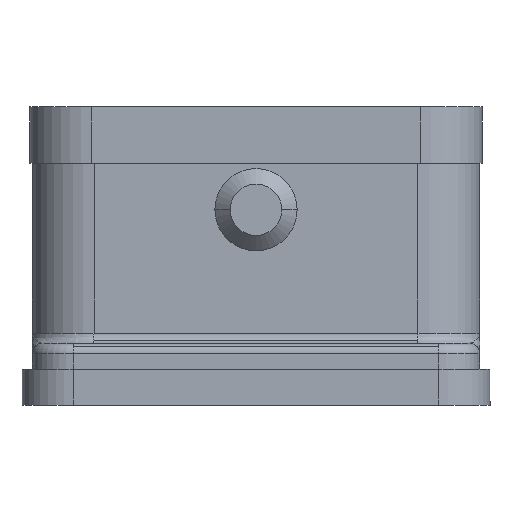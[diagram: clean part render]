
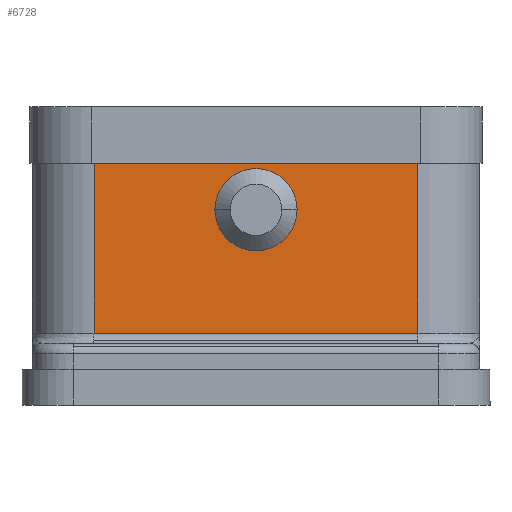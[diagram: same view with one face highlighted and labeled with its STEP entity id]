
A CAD part, left-side view. The second image highlights one B-rep face of the part: STEP entity #6728.
In plain terms, the highlighted planar face has unit normal (-1, 0, 0).
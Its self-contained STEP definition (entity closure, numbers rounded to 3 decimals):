
#1425=CARTESIAN_POINT('',(-30.,4.0,19.0));
#1426=VERTEX_POINT('',#1425);
#1433=CARTESIAN_POINT('',(-30.0,-4.,19.0));
#1434=VERTEX_POINT('',#1433);
#1435=CARTESIAN_POINT('',(-30.,0.0,19.0));
#1436=DIRECTION('',(1.0,0.0,0.0));
#1437=DIRECTION('',(0.0,1.0,0.0));
#1438=AXIS2_PLACEMENT_3D('',#1435,#1436,#1437);
#1439=CIRCLE('',#1438,4.);
#1440=EDGE_CURVE('',#1434,#1426,#1439,.T.);
#1590=CARTESIAN_POINT('',(-30.,15.75,23.5));
#1591=VERTEX_POINT('',#1590);
#1601=CARTESIAN_POINT('',(-30.,-15.75,23.5));
#1602=VERTEX_POINT('',#1601);
#1603=CARTESIAN_POINT('',(-30.,-15.75,23.5));
#1604=DIRECTION('',(0.0,1.0,0.0));
#1605=VECTOR('',#1604,31.5);
#1606=LINE('',#1603,#1605);
#1607=EDGE_CURVE('',#1602,#1591,#1606,.T.);
#3924=CARTESIAN_POINT('',(-30.,0.0,19.0));
#3925=DIRECTION('',(1.0,0.0,0.0));
#3926=DIRECTION('',(0.0,1.0,0.0));
#3927=AXIS2_PLACEMENT_3D('',#3924,#3925,#3926);
#3928=CIRCLE('',#3927,4.);
#3929=EDGE_CURVE('',#1426,#1434,#3928,.T.);
#6323=CARTESIAN_POINT('',(-30.,-15.75,7.));
#6324=VERTEX_POINT('',#6323);
#6577=CARTESIAN_POINT('',(-30.,15.75,7.));
#6578=VERTEX_POINT('',#6577);
#6579=CARTESIAN_POINT('',(-30.,-15.75,7.));
#6580=DIRECTION('',(0.0,1.0,0.0));
#6581=VECTOR('',#6580,31.5);
#6582=LINE('',#6579,#6581);
#6583=EDGE_CURVE('',#6324,#6578,#6582,.T.);
#6692=CARTESIAN_POINT('',(-30.,15.75,7.));
#6693=DIRECTION('',(0.0,0.0,1.0));
#6694=VECTOR('',#6693,16.5);
#6695=LINE('',#6692,#6694);
#6696=EDGE_CURVE('',#6578,#1591,#6695,.T.);
#6708=CARTESIAN_POINT('',(-30.,-15.75,1.5));
#6709=DIRECTION('',(-1.0,0.0,0.0));
#6710=DIRECTION('',(0.0,0.0,1.0));
#6711=AXIS2_PLACEMENT_3D('',#6708,#6709,#6710);
#6712=PLANE('',#6711);
#6713=ORIENTED_EDGE('',*,*,#6583,.F.);
#6714=CARTESIAN_POINT('',(-30.,-15.75,7.));
#6715=DIRECTION('',(0.0,0.0,1.0));
#6716=VECTOR('',#6715,16.5);
#6717=LINE('',#6714,#6716);
#6718=EDGE_CURVE('',#6324,#1602,#6717,.T.);
#6719=ORIENTED_EDGE('',*,*,#6718,.T.);
#6720=ORIENTED_EDGE('',*,*,#1607,.T.);
#6721=ORIENTED_EDGE('',*,*,#6696,.F.);
#6722=EDGE_LOOP('',(#6713,#6719,#6720,#6721));
#6723=FACE_OUTER_BOUND('',#6722,.T.);
#6724=ORIENTED_EDGE('',*,*,#3929,.T.);
#6725=ORIENTED_EDGE('',*,*,#1440,.T.);
#6726=EDGE_LOOP('',(#6724,#6725));
#6727=FACE_BOUND('',#6726,.T.);
#6728=ADVANCED_FACE('',(#6723,#6727),#6712,.T.);
